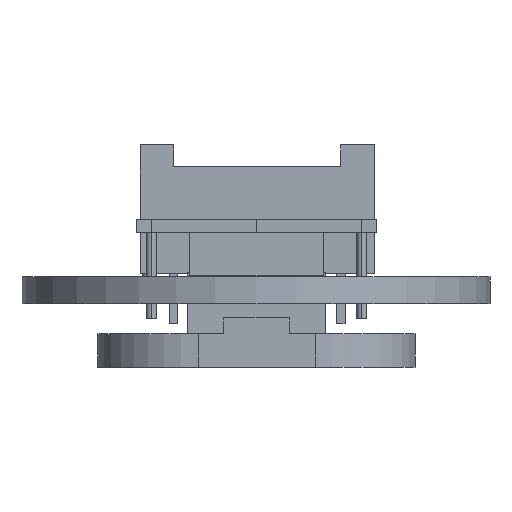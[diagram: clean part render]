
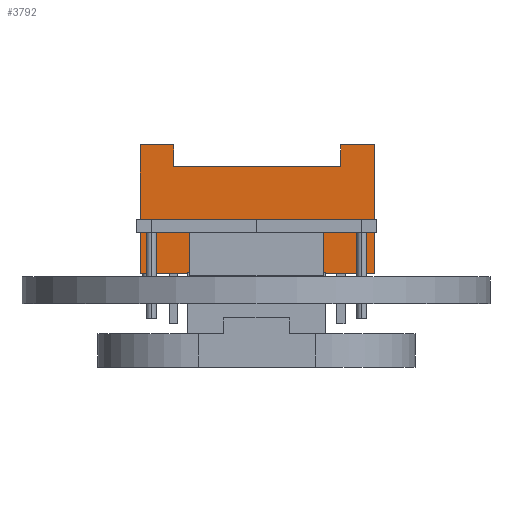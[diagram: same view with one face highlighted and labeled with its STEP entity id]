
A CAD part, front view. The second image highlights one B-rep face of the part: STEP entity #3792.
In plain terms, the highlighted face is planar.
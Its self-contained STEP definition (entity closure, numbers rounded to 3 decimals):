
#1198 = PLANE('',#1199);
#1199 = AXIS2_PLACEMENT_3D('',#1200,#1201,#1202);
#1200 = CARTESIAN_POINT('',(-7.,3.85,3.1));
#1201 = DIRECTION('',(0.,-1.,0.));
#1202 = DIRECTION('',(0.,0.,-1.));
#1281 = PLANE('',#1282);
#1282 = AXIS2_PLACEMENT_3D('',#1283,#1284,#1285);
#1283 = CARTESIAN_POINT('',(5.,2.55,-2.2));
#1284 = DIRECTION('',(1.,0.,0.));
#1285 = DIRECTION('',(0.,0.,-1.));
#1355 = PLANE('',#1356);
#1356 = AXIS2_PLACEMENT_3D('',#1357,#1358,#1359);
#1357 = CARTESIAN_POINT('',(-7.,3.85,3.1));
#1358 = DIRECTION('',(0.,-1.,0.));
#1359 = DIRECTION('',(0.,0.,-1.));
#1383 = PLANE('',#1384);
#1384 = AXIS2_PLACEMENT_3D('',#1385,#1386,#1387);
#1385 = CARTESIAN_POINT('',(-5.,2.55,-2.2));
#1386 = DIRECTION('',(-1.,0.,0.));
#1387 = DIRECTION('',(0.,0.,1.));
#1409 = PLANE('',#1410);
#1410 = AXIS2_PLACEMENT_3D('',#1411,#1412,#1413);
#1411 = CARTESIAN_POINT('',(-5.,2.55,-2.2));
#1412 = DIRECTION('',(0.,1.,0.));
#1413 = DIRECTION('',(0.,-0.,1.));
#2548 = PLANE('',#2549);
#2549 = AXIS2_PLACEMENT_3D('',#2550,#2551,#2552);
#2550 = CARTESIAN_POINT('',(7.,-3.85,3.1));
#2551 = DIRECTION('',(-1.,0.,0.));
#2552 = DIRECTION('',(0.,0.,1.));
#2716 = PLANE('',#2717);
#2717 = AXIS2_PLACEMENT_3D('',#2718,#2719,#2720);
#2718 = CARTESIAN_POINT('',(-7.,-3.85,3.1));
#2719 = DIRECTION('',(1.,0.,0.));
#2720 = DIRECTION('',(0.,0.,-1.));
#2803 = VERTEX_POINT('',#2804);
#2804 = CARTESIAN_POINT('',(7.,3.85,-2.2));
#2829 = VERTEX_POINT('',#2830);
#2830 = CARTESIAN_POINT('',(5.,3.85,-2.2));
#2851 = EDGE_CURVE('',#2803,#2829,#2852,.T.);
#2852 = SURFACE_CURVE('',#2853,(#2857,#2864),.PCURVE_S1.);
#2853 = LINE('',#2854,#2855);
#2854 = CARTESIAN_POINT('',(6.,3.85,-2.2));
#2855 = VECTOR('',#2856,1.);
#2856 = DIRECTION('',(-1.,0.,0.));
#2857 = PCURVE('',#1198,#2858);
#2858 = DEFINITIONAL_REPRESENTATION('',(#2859),#2863);
#2859 = LINE('',#2860,#2861);
#2860 = CARTESIAN_POINT('',(5.3,13.));
#2861 = VECTOR('',#2862,1.);
#2862 = DIRECTION('',(0.,-1.));
#2863 = ( GEOMETRIC_REPRESENTATION_CONTEXT(2) 
PARAMETRIC_REPRESENTATION_CONTEXT() REPRESENTATION_CONTEXT('2D SPACE',''
  ) );
#2864 = PCURVE('',#2865,#2870);
#2865 = PLANE('',#2866);
#2866 = AXIS2_PLACEMENT_3D('',#2867,#2868,#2869);
#2867 = CARTESIAN_POINT('',(-7.,3.85,-2.2));
#2868 = DIRECTION('',(0.,0.,-1.));
#2869 = DIRECTION('',(-1.,0.,0.));
#2870 = DEFINITIONAL_REPRESENTATION('',(#2871),#2875);
#2871 = LINE('',#2872,#2873);
#2872 = CARTESIAN_POINT('',(-13.,0.));
#2873 = VECTOR('',#2874,1.);
#2874 = DIRECTION('',(1.,0.));
#2875 = ( GEOMETRIC_REPRESENTATION_CONTEXT(2) 
PARAMETRIC_REPRESENTATION_CONTEXT() REPRESENTATION_CONTEXT('2D SPACE',''
  ) );
#2881 = VERTEX_POINT('',#2882);
#2882 = CARTESIAN_POINT('',(-5.,2.55,-2.2));
#2905 = VERTEX_POINT('',#2906);
#2906 = CARTESIAN_POINT('',(5.,2.55,-2.2));
#2927 = EDGE_CURVE('',#2905,#2881,#2928,.T.);
#2928 = SURFACE_CURVE('',#2929,(#2933,#2940),.PCURVE_S1.);
#2929 = LINE('',#2930,#2931);
#2930 = CARTESIAN_POINT('',(0.,2.55,-2.2));
#2931 = VECTOR('',#2932,1.);
#2932 = DIRECTION('',(-1.,0.,0.));
#2933 = PCURVE('',#1409,#2934);
#2934 = DEFINITIONAL_REPRESENTATION('',(#2935),#2939);
#2935 = LINE('',#2936,#2937);
#2936 = CARTESIAN_POINT('',(0.,5.));
#2937 = VECTOR('',#2938,1.);
#2938 = DIRECTION('',(0.,-1.));
#2939 = ( GEOMETRIC_REPRESENTATION_CONTEXT(2) 
PARAMETRIC_REPRESENTATION_CONTEXT() REPRESENTATION_CONTEXT('2D SPACE',''
  ) );
#2940 = PCURVE('',#2865,#2941);
#2941 = DEFINITIONAL_REPRESENTATION('',(#2942),#2946);
#2942 = LINE('',#2943,#2944);
#2943 = CARTESIAN_POINT('',(-7.,-1.3));
#2944 = VECTOR('',#2945,1.);
#2945 = DIRECTION('',(1.,0.));
#2946 = ( GEOMETRIC_REPRESENTATION_CONTEXT(2) 
PARAMETRIC_REPRESENTATION_CONTEXT() REPRESENTATION_CONTEXT('2D SPACE',''
  ) );
#2951 = EDGE_CURVE('',#2881,#2952,#2954,.T.);
#2952 = VERTEX_POINT('',#2953);
#2953 = CARTESIAN_POINT('',(-5.,3.85,-2.2));
#2954 = SURFACE_CURVE('',#2955,(#2959,#2966),.PCURVE_S1.);
#2955 = LINE('',#2956,#2957);
#2956 = CARTESIAN_POINT('',(-5.,3.2,-2.2));
#2957 = VECTOR('',#2958,1.);
#2958 = DIRECTION('',(0.,1.,0.));
#2959 = PCURVE('',#1383,#2960);
#2960 = DEFINITIONAL_REPRESENTATION('',(#2961),#2965);
#2961 = LINE('',#2962,#2963);
#2962 = CARTESIAN_POINT('',(0.,0.65));
#2963 = VECTOR('',#2964,1.);
#2964 = DIRECTION('',(0.,1.));
#2965 = ( GEOMETRIC_REPRESENTATION_CONTEXT(2) 
PARAMETRIC_REPRESENTATION_CONTEXT() REPRESENTATION_CONTEXT('2D SPACE',''
  ) );
#2966 = PCURVE('',#2865,#2967);
#2967 = DEFINITIONAL_REPRESENTATION('',(#2968),#2972);
#2968 = LINE('',#2969,#2970);
#2969 = CARTESIAN_POINT('',(-2.,-0.65));
#2970 = VECTOR('',#2971,1.);
#2971 = DIRECTION('',(0.,1.));
#2972 = ( GEOMETRIC_REPRESENTATION_CONTEXT(2) 
PARAMETRIC_REPRESENTATION_CONTEXT() REPRESENTATION_CONTEXT('2D SPACE',''
  ) );
#3025 = VERTEX_POINT('',#3026);
#3026 = CARTESIAN_POINT('',(-7.,3.85,-2.2));
#3047 = EDGE_CURVE('',#2952,#3025,#3048,.T.);
#3048 = SURFACE_CURVE('',#3049,(#3053,#3060),.PCURVE_S1.);
#3049 = LINE('',#3050,#3051);
#3050 = CARTESIAN_POINT('',(-6.,3.85,-2.2));
#3051 = VECTOR('',#3052,1.);
#3052 = DIRECTION('',(-1.,0.,0.));
#3053 = PCURVE('',#1355,#3054);
#3054 = DEFINITIONAL_REPRESENTATION('',(#3055),#3059);
#3055 = LINE('',#3056,#3057);
#3056 = CARTESIAN_POINT('',(5.3,1.));
#3057 = VECTOR('',#3058,1.);
#3058 = DIRECTION('',(0.,-1.));
#3059 = ( GEOMETRIC_REPRESENTATION_CONTEXT(2) 
PARAMETRIC_REPRESENTATION_CONTEXT() REPRESENTATION_CONTEXT('2D SPACE',''
  ) );
#3060 = PCURVE('',#2865,#3061);
#3061 = DEFINITIONAL_REPRESENTATION('',(#3062),#3066);
#3062 = LINE('',#3063,#3064);
#3063 = CARTESIAN_POINT('',(-1.,0.));
#3064 = VECTOR('',#3065,1.);
#3065 = DIRECTION('',(1.,0.));
#3066 = ( GEOMETRIC_REPRESENTATION_CONTEXT(2) 
PARAMETRIC_REPRESENTATION_CONTEXT() REPRESENTATION_CONTEXT('2D SPACE',''
  ) );
#3074 = EDGE_CURVE('',#2905,#2829,#3075,.T.);
#3075 = SURFACE_CURVE('',#3076,(#3080,#3087),.PCURVE_S1.);
#3076 = LINE('',#3077,#3078);
#3077 = CARTESIAN_POINT('',(5.,3.2,-2.2));
#3078 = VECTOR('',#3079,1.);
#3079 = DIRECTION('',(0.,1.,0.));
#3080 = PCURVE('',#1281,#3081);
#3081 = DEFINITIONAL_REPRESENTATION('',(#3082),#3086);
#3082 = LINE('',#3083,#3084);
#3083 = CARTESIAN_POINT('',(0.,0.65));
#3084 = VECTOR('',#3085,1.);
#3085 = DIRECTION('',(0.,1.));
#3086 = ( GEOMETRIC_REPRESENTATION_CONTEXT(2) 
PARAMETRIC_REPRESENTATION_CONTEXT() REPRESENTATION_CONTEXT('2D SPACE',''
  ) );
#3087 = PCURVE('',#2865,#3088);
#3088 = DEFINITIONAL_REPRESENTATION('',(#3089),#3093);
#3089 = LINE('',#3090,#3091);
#3090 = CARTESIAN_POINT('',(-12.,-0.65));
#3091 = VECTOR('',#3092,1.);
#3092 = DIRECTION('',(0.,1.));
#3093 = ( GEOMETRIC_REPRESENTATION_CONTEXT(2) 
PARAMETRIC_REPRESENTATION_CONTEXT() REPRESENTATION_CONTEXT('2D SPACE',''
  ) );
#3162 = EDGE_CURVE('',#3025,#3163,#3165,.T.);
#3163 = VERTEX_POINT('',#3164);
#3164 = CARTESIAN_POINT('',(-7.,-3.85,-2.2));
#3165 = SURFACE_CURVE('',#3166,(#3170,#3177),.PCURVE_S1.);
#3166 = LINE('',#3167,#3168);
#3167 = CARTESIAN_POINT('',(-7.,0.,-2.2));
#3168 = VECTOR('',#3169,1.);
#3169 = DIRECTION('',(0.,-1.,0.));
#3170 = PCURVE('',#2716,#3171);
#3171 = DEFINITIONAL_REPRESENTATION('',(#3172),#3176);
#3172 = LINE('',#3173,#3174);
#3173 = CARTESIAN_POINT('',(5.3,3.85));
#3174 = VECTOR('',#3175,1.);
#3175 = DIRECTION('',(0.,-1.));
#3176 = ( GEOMETRIC_REPRESENTATION_CONTEXT(2) 
PARAMETRIC_REPRESENTATION_CONTEXT() REPRESENTATION_CONTEXT('2D SPACE',''
  ) );
#3177 = PCURVE('',#2865,#3178);
#3178 = DEFINITIONAL_REPRESENTATION('',(#3179),#3183);
#3179 = LINE('',#3180,#3181);
#3180 = CARTESIAN_POINT('',(0.,-3.85));
#3181 = VECTOR('',#3182,1.);
#3182 = DIRECTION('',(0.,-1.));
#3183 = ( GEOMETRIC_REPRESENTATION_CONTEXT(2) 
PARAMETRIC_REPRESENTATION_CONTEXT() REPRESENTATION_CONTEXT('2D SPACE',''
  ) );
#3276 = PLANE('',#3277);
#3277 = AXIS2_PLACEMENT_3D('',#3278,#3279,#3280);
#3278 = CARTESIAN_POINT('',(-7.,-3.85,3.1));
#3279 = DIRECTION('',(0.,1.,0.));
#3280 = DIRECTION('',(0.,-0.,1.));
#3727 = EDGE_CURVE('',#3728,#2803,#3730,.T.);
#3728 = VERTEX_POINT('',#3729);
#3729 = CARTESIAN_POINT('',(7.,-3.85,-2.2));
#3730 = SURFACE_CURVE('',#3731,(#3735,#3742),.PCURVE_S1.);
#3731 = LINE('',#3732,#3733);
#3732 = CARTESIAN_POINT('',(7.,0.,-2.2));
#3733 = VECTOR('',#3734,1.);
#3734 = DIRECTION('',(0.,1.,0.));
#3735 = PCURVE('',#2548,#3736);
#3736 = DEFINITIONAL_REPRESENTATION('',(#3737),#3741);
#3737 = LINE('',#3738,#3739);
#3738 = CARTESIAN_POINT('',(-5.3,3.85));
#3739 = VECTOR('',#3740,1.);
#3740 = DIRECTION('',(0.,1.));
#3741 = ( GEOMETRIC_REPRESENTATION_CONTEXT(2) 
PARAMETRIC_REPRESENTATION_CONTEXT() REPRESENTATION_CONTEXT('2D SPACE',''
  ) );
#3742 = PCURVE('',#2865,#3743);
#3743 = DEFINITIONAL_REPRESENTATION('',(#3744),#3748);
#3744 = LINE('',#3745,#3746);
#3745 = CARTESIAN_POINT('',(-14.,-3.85));
#3746 = VECTOR('',#3747,1.);
#3747 = DIRECTION('',(0.,1.));
#3748 = ( GEOMETRIC_REPRESENTATION_CONTEXT(2) 
PARAMETRIC_REPRESENTATION_CONTEXT() REPRESENTATION_CONTEXT('2D SPACE',''
  ) );
#3792 = ADVANCED_FACE('',(#3793),#2865,.T.);
#3793 = FACE_BOUND('',#3794,.T.);
#3794 = EDGE_LOOP('',(#3795,#3796,#3797,#3798,#3799,#3800,#3821,#3822));
#3795 = ORIENTED_EDGE('',*,*,#2951,.F.);
#3796 = ORIENTED_EDGE('',*,*,#2927,.F.);
#3797 = ORIENTED_EDGE('',*,*,#3074,.T.);
#3798 = ORIENTED_EDGE('',*,*,#2851,.F.);
#3799 = ORIENTED_EDGE('',*,*,#3727,.F.);
#3800 = ORIENTED_EDGE('',*,*,#3801,.F.);
#3801 = EDGE_CURVE('',#3163,#3728,#3802,.T.);
#3802 = SURFACE_CURVE('',#3803,(#3807,#3814),.PCURVE_S1.);
#3803 = LINE('',#3804,#3805);
#3804 = CARTESIAN_POINT('',(0.,-3.85,-2.2));
#3805 = VECTOR('',#3806,1.);
#3806 = DIRECTION('',(1.,0.,0.));
#3807 = PCURVE('',#2865,#3808);
#3808 = DEFINITIONAL_REPRESENTATION('',(#3809),#3813);
#3809 = LINE('',#3810,#3811);
#3810 = CARTESIAN_POINT('',(-7.,-7.7));
#3811 = VECTOR('',#3812,1.);
#3812 = DIRECTION('',(-1.,0.));
#3813 = ( GEOMETRIC_REPRESENTATION_CONTEXT(2) 
PARAMETRIC_REPRESENTATION_CONTEXT() REPRESENTATION_CONTEXT('2D SPACE',''
  ) );
#3814 = PCURVE('',#3276,#3815);
#3815 = DEFINITIONAL_REPRESENTATION('',(#3816),#3820);
#3816 = LINE('',#3817,#3818);
#3817 = CARTESIAN_POINT('',(-5.3,7.));
#3818 = VECTOR('',#3819,1.);
#3819 = DIRECTION('',(0.,1.));
#3820 = ( GEOMETRIC_REPRESENTATION_CONTEXT(2) 
PARAMETRIC_REPRESENTATION_CONTEXT() REPRESENTATION_CONTEXT('2D SPACE',''
  ) );
#3821 = ORIENTED_EDGE('',*,*,#3162,.F.);
#3822 = ORIENTED_EDGE('',*,*,#3047,.F.);
